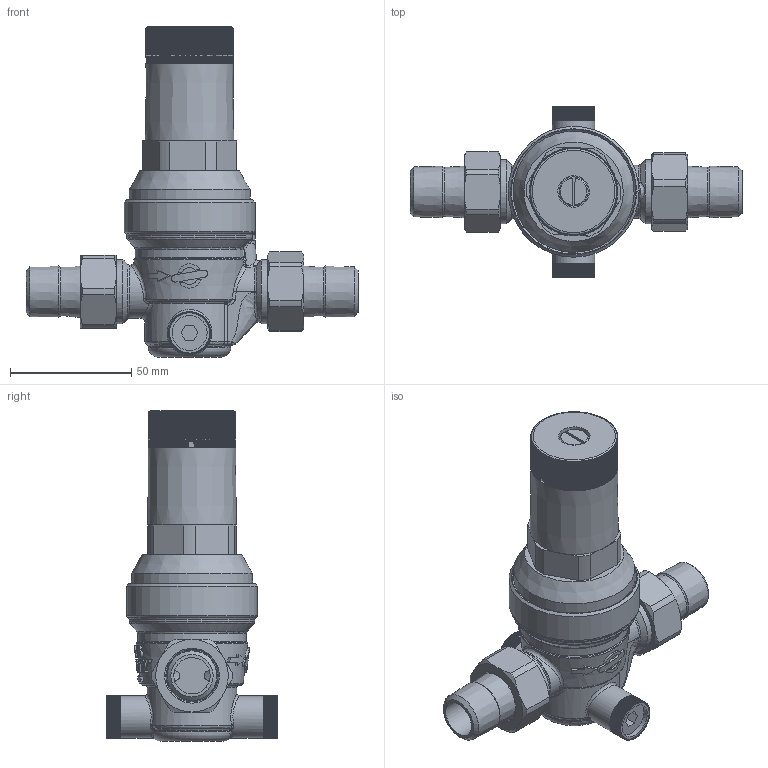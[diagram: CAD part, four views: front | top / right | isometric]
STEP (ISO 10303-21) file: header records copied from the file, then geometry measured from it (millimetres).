
FILE_DESCRIPTION((''),'2;1');
FILE_NAME('004332.stp','2012-11-19T16:06:11',('powierski'),(''),'Autodesk Inventor 2013','Autodesk Inventor 2013','');
FILE_SCHEMA(('AUTOMOTIVE_DESIGN { 1 0 10303 214 1 1 1 1 }'));
Length unit declared in the file: millimetre
Products named in the file (1): 004332_step
Bounding box: 137 x 70.8 x 136.3 mm (x, y, z)
Volume: 232512.9 mm3; surface area: 38407.9 mm2
Topology: 1 solids, 8 shells, 2540 faces, 6990 edges, 4533 vertices
Faces by surface type: plane 1646, cylinder 705, bspline 74, cone 73, torus 33, sphere 9
Full cylindrical faces by diameter (mm): 1.782 x1, 4 x1, 12 x1, 13 x1, 14.5 x2, 15 x2, 17.5 x2, 21.332 x2, 21.6 x2, 22 x1, 26.44 x2, 50 x1
Entity records: 88005 total; most frequent: CARTESIAN_POINT 21520, ORIENTED_EDGE 13796, DIRECTION 12910, EDGE_CURVE 6898, VERTEX_POINT 4453, AXIS2_PLACEMENT_3D 4363, VECTOR 4184, LINE 4184
